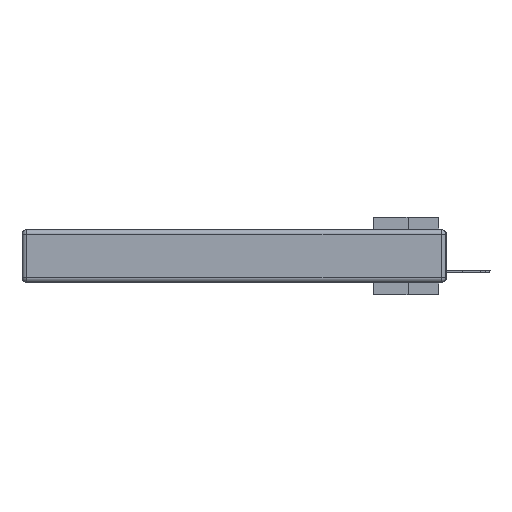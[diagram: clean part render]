
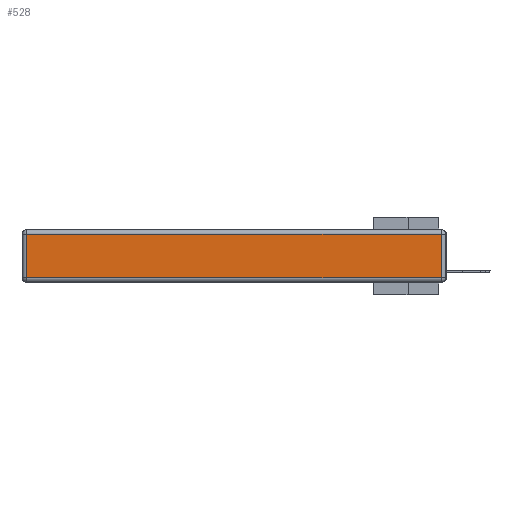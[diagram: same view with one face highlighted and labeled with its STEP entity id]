
A CAD part, left-side view. The second image highlights one B-rep face of the part: STEP entity #528.
In plain terms, the highlighted planar face has unit normal (-1, 0, 0).
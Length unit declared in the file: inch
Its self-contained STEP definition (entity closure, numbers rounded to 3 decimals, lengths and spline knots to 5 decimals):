
#28 = VECTOR ( 'NONE', #25368, 39.37008 ) ;
#461 = VERTEX_POINT ( 'NONE', #24410 ) ;
#528 = ADVANCED_FACE ( 'NONE', ( #6640 ), #12722, .T. ) ;
#1138 = VERTEX_POINT ( 'NONE', #16276 ) ;
#4451 = DIRECTION ( 'NONE',  ( 0., 1., 0. ) ) ;
#5492 = LINE ( 'NONE', #13243, #25017 ) ;
#5844 = DIRECTION ( 'NONE',  ( 0., 0., 1. ) ) ;
#6640 = FACE_OUTER_BOUND ( 'NONE', #12032, .T. ) ;
#6835 = ORIENTED_EDGE ( 'NONE', *, *, #17930, .T. ) ;
#8357 = CARTESIAN_POINT ( 'NONE',  ( 0., 0., -0.343 ) ) ;
#8992 = CARTESIAN_POINT ( 'NONE',  ( 0., 2.72, -0.343 ) ) ;
#10589 = DIRECTION ( 'NONE',  ( -1., 0., 0. ) ) ;
#12032 = EDGE_LOOP ( 'NONE', ( #27798, #6835, #23786, #27585 ) ) ;
#12722 = PLANE ( 'NONE',  #18273 ) ;
#13243 = CARTESIAN_POINT ( 'NONE',  ( 0., 0.03, -0.343 ) ) ;
#13541 = LINE ( 'NONE', #28286, #19285 ) ;
#14616 = EDGE_CURVE ( 'NONE', #1138, #461, #23926, .T. ) ;
#16276 = CARTESIAN_POINT ( 'NONE',  ( 0., 0.03, -0.03 ) ) ;
#16483 = EDGE_CURVE ( 'NONE', #461, #28064, #20968, .T. ) ;
#17584 = EDGE_CURVE ( 'NONE', #28064, #19560, #13541, .T. ) ;
#17675 = DIRECTION ( 'NONE',  ( 0., 0., 1. ) ) ;
#17930 = EDGE_CURVE ( 'NONE', #19560, #1138, #5492, .T. ) ;
#18043 = CARTESIAN_POINT ( 'NONE',  ( 0., 0.03, -0.313 ) ) ;
#18273 = AXIS2_PLACEMENT_3D ( 'NONE', #8357, #10589, #5844 ) ;
#18312 = CARTESIAN_POINT ( 'NONE',  ( 0., 2.75, -0.03 ) ) ;
#18900 = DIRECTION ( 'NONE',  ( 0., -1., 0. ) ) ;
#19285 = VECTOR ( 'NONE', #18900, 39.37008 ) ;
#19560 = VERTEX_POINT ( 'NONE', #18043 ) ;
#20968 = LINE ( 'NONE', #8992, #28 ) ;
#23786 = ORIENTED_EDGE ( 'NONE', *, *, #14616, .T. ) ;
#23926 = LINE ( 'NONE', #18312, #26474 ) ;
#24410 = CARTESIAN_POINT ( 'NONE',  ( 0., 2.72, -0.03 ) ) ;
#25017 = VECTOR ( 'NONE', #17675, 39.37008 ) ;
#25368 = DIRECTION ( 'NONE',  ( 0., 0., -1. ) ) ;
#26182 = CARTESIAN_POINT ( 'NONE',  ( 0., 2.72, -0.313 ) ) ;
#26474 = VECTOR ( 'NONE', #4451, 39.37008 ) ;
#27585 = ORIENTED_EDGE ( 'NONE', *, *, #16483, .T. ) ;
#27798 = ORIENTED_EDGE ( 'NONE', *, *, #17584, .T. ) ;
#28064 = VERTEX_POINT ( 'NONE', #26182 ) ;
#28286 = CARTESIAN_POINT ( 'NONE',  ( 0., 0., -0.313 ) ) ;
